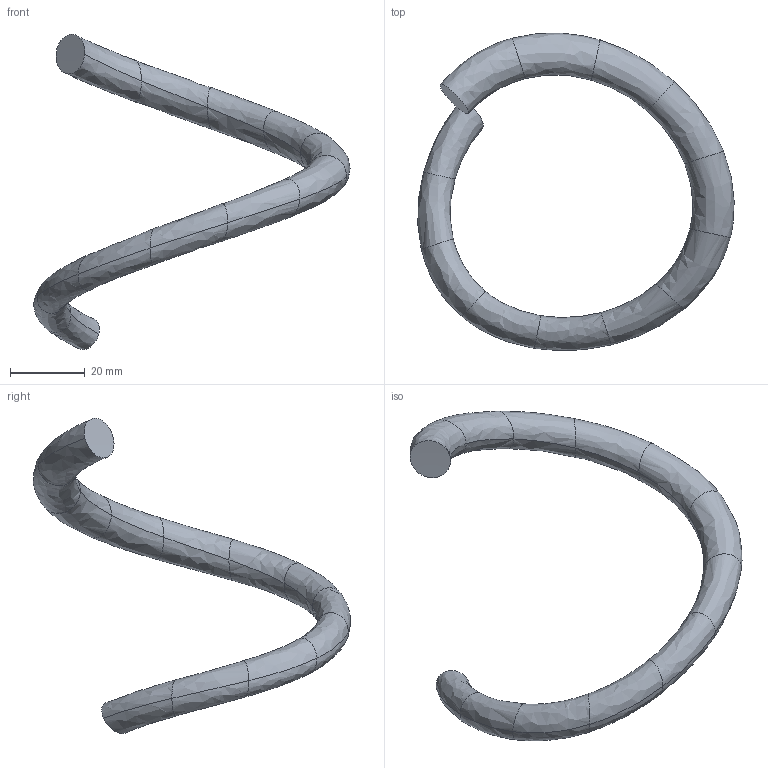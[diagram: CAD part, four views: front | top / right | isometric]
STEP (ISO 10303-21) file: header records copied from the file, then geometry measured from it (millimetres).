
FILE_DESCRIPTION (( 'STEP AP203' ), '1' );
FILE_NAME ('Center Curve.STEP', '2016-02-01T17:39:08', ( 'A' ), ( 'Microsoft' ), 'SwSTEP 2.0', 'SolidWorks 2016', '' );
FILE_SCHEMA (( 'CONFIG_CONTROL_DESIGN' ));
Length unit declared in the file: inch
Products named in the file (1): Center Curve
Bounding box: 84.81 x 85 x 84.53 mm (x, y, z)
Volume: 19686.6 mm3; surface area: 9801.9 mm2
Topology: 12 solids, 12 shells, 48 faces, 72 edges, 48 vertices
Faces by surface type: bspline 26, plane 22
Entity records: 16473 total; most frequent: CARTESIAN_POINT 15771, ORIENTED_EDGE 144, B_SPLINE_CURVE_WITH_KNOTS 72, EDGE_CURVE 72, EDGE_LOOP 48, FACE_OUTER_BOUND 48, ADVANCED_FACE 48, VERTEX_POINT 48
